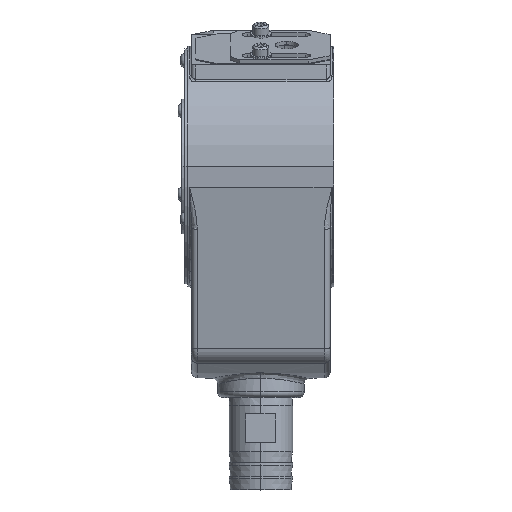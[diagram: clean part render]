
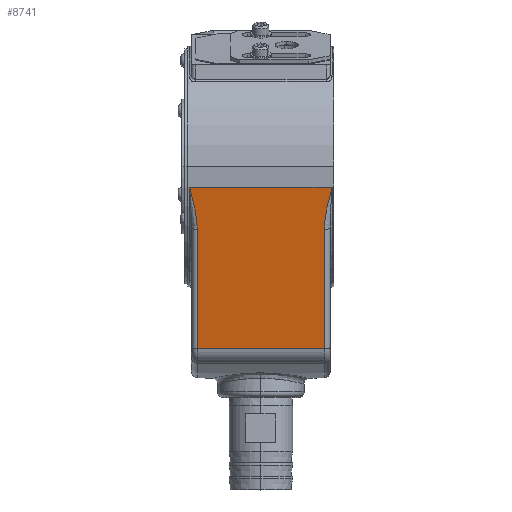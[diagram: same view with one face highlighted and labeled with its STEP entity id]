
A CAD part, top view. The second image highlights one B-rep face of the part: STEP entity #8741.
In plain terms, the highlighted planar face has unit normal (0, -0.174, 0.985).
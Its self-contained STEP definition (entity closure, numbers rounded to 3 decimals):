
#101 = DIRECTION ( 'NONE',  ( -1., 0., 0. ) ) ;
#110 = CARTESIAN_POINT ( 'NONE',  ( -36.055, -14.443, 60.917 ) ) ;
#172 = ORIENTED_EDGE ( 'NONE', *, *, #10250, .T. ) ;
#184 = VERTEX_POINT ( 'NONE', #5644 ) ;
#270 = DIRECTION ( 'NONE',  ( 0., 0.174, -0.985 ) ) ;
#567 = CARTESIAN_POINT ( 'NONE',  ( 33.278, -28.071, 58.514 ) ) ;
#859 = ORIENTED_EDGE ( 'NONE', *, *, #7598, .T. ) ;
#1118 = CARTESIAN_POINT ( 'NONE',  ( -34.727, -19.85, 59.964 ) ) ;
#1244 = LINE ( 'NONE', #5983, #3534 ) ;
#1254 = CARTESIAN_POINT ( 'NONE',  ( 33., -94.67, 46.771 ) ) ;
#1435 = CARTESIAN_POINT ( 'NONE',  ( 33., -32.697, 57.699 ) ) ;
#1557 = CARTESIAN_POINT ( 'NONE',  ( 33.971, -23.483, 59.324 ) ) ;
#2113 = CARTESIAN_POINT ( 'NONE',  ( -33.641, -25.314, 59.001 ) ) ;
#2364 = VERTEX_POINT ( 'NONE', #12569 ) ;
#2479 = CARTESIAN_POINT ( 'NONE',  ( -33., -94.67, 46.771 ) ) ;
#2539 = VERTEX_POINT ( 'NONE', #2910 ) ;
#2554 = CARTESIAN_POINT ( 'NONE',  ( 35.155, -18.044, 60.282 ) ) ;
#2910 = CARTESIAN_POINT ( 'NONE',  ( 33., -32.697, 57.699 ) ) ;
#3092 = CARTESIAN_POINT ( 'NONE',  ( -33.179, -28.992, 58.352 ) ) ;
#3239 = CARTESIAN_POINT ( 'NONE',  ( 33., -21.907, 59.601 ) ) ;
#3533 = CARTESIAN_POINT ( 'NONE',  ( 36.528, -12.646, 61.234 ) ) ;
#3534 = VECTOR ( 'NONE', #101, 1000. ) ;
#3862 = CARTESIAN_POINT ( 'NONE',  ( -33., -94.67, 46.771 ) ) ;
#4069 = CARTESIAN_POINT ( 'NONE',  ( -33., -31.767, 57.863 ) ) ;
#4143 = PLANE ( 'NONE',  #5526 ) ;
#4274 = EDGE_CURVE ( 'NONE', #184, #9562, #4599, .T. ) ;
#4525 = ORIENTED_EDGE ( 'NONE', *, *, #8600, .F. ) ;
#4599 = B_SPLINE_CURVE_WITH_KNOTS ( 'NONE', 3,
 ( #11855, #5021, #110, #6962, #1118, #7966, #2113, #8936, #3092, #9933, #4069, #10902 ),
 .UNSPECIFIED., .F., .F.,
 ( 4, 2, 2, 2, 2, 4 ),
 ( 0., 0.006, 0.011, 0.017, 0.02, 0.023 ),
 .UNSPECIFIED. ) ;
#4600 = DIRECTION ( 'NONE',  ( -1., 0., 0. ) ) ;
#4764 = LINE ( 'NONE', #3862, #7036 ) ;
#4902 = VECTOR ( 'NONE', #6197, 1000. ) ;
#5021 = CARTESIAN_POINT ( 'NONE',  ( -36.528, -12.648, 61.234 ) ) ;
#5209 = FACE_OUTER_BOUND ( 'NONE', #7243, .T. ) ;
#5265 = VERTEX_POINT ( 'NONE', #1254 ) ;
#5526 = AXIS2_PLACEMENT_3D ( 'NONE', #10039, #270, #7125 ) ;
#5644 = CARTESIAN_POINT ( 'NONE',  ( -37., -10.853, 61.55 ) ) ;
#5758 = VERTEX_POINT ( 'NONE', #2479 ) ;
#5983 = CARTESIAN_POINT ( 'NONE',  ( 36., -94.67, 46.771 ) ) ;
#6197 = DIRECTION ( 'NONE',  ( 0., 0.985, 0.174 ) ) ;
#6431 = CARTESIAN_POINT ( 'NONE',  ( 33.179, -28.992, 58.352 ) ) ;
#6780 = DIRECTION ( 'NONE',  ( 0., -0.985, -0.174 ) ) ;
#6962 = CARTESIAN_POINT ( 'NONE',  ( -35.155, -18.044, 60.282 ) ) ;
#7036 = VECTOR ( 'NONE', #6780, 1000. ) ;
#7125 = DIRECTION ( 'NONE',  ( 0., 0.985, 0.174 ) ) ;
#7243 = EDGE_LOOP ( 'NONE', ( #859, #7545, #12657, #4525, #7504, #172 ) ) ;
#7407 = CARTESIAN_POINT ( 'NONE',  ( 33.641, -25.314, 59.001 ) ) ;
#7498 = LINE ( 'NONE', #3239, #4902 ) ;
#7504 = ORIENTED_EDGE ( 'NONE', *, *, #8763, .T. ) ;
#7545 = ORIENTED_EDGE ( 'NONE', *, *, #4274, .T. ) ;
#7598 = EDGE_CURVE ( 'NONE', #2364, #184, #12424, .T. ) ;
#7966 = CARTESIAN_POINT ( 'NONE',  ( -33.971, -23.483, 59.324 ) ) ;
#8401 = CARTESIAN_POINT ( 'NONE',  ( 34.727, -19.85, 59.964 ) ) ;
#8435 = EDGE_CURVE ( 'NONE', #9562, #5758, #4764, .T. ) ;
#8600 = EDGE_CURVE ( 'NONE', #5265, #5758, #1244, .T. ) ;
#8741 = ADVANCED_FACE ( 'NONE', ( #5209 ), #4143, .F. ) ;
#8763 = EDGE_CURVE ( 'NONE', #5265, #2539, #7498, .T. ) ;
#8926 = CARTESIAN_POINT ( 'NONE',  ( -33., -32.697, 57.699 ) ) ;
#8936 = CARTESIAN_POINT ( 'NONE',  ( -33.278, -28.071, 58.514 ) ) ;
#9344 = CARTESIAN_POINT ( 'NONE',  ( 33., -31.767, 57.863 ) ) ;
#9380 = CARTESIAN_POINT ( 'NONE',  ( 36.055, -14.443, 60.917 ) ) ;
#9468 = CARTESIAN_POINT ( 'NONE',  ( 36., -10.853, 61.55 ) ) ;
#9562 = VERTEX_POINT ( 'NONE', #8926 ) ;
#9933 = CARTESIAN_POINT ( 'NONE',  ( -33.04, -30.84, 58.026 ) ) ;
#10039 = CARTESIAN_POINT ( 'NONE',  ( 36., -10.853, 61.55 ) ) ;
#10250 = EDGE_CURVE ( 'NONE', #2539, #2364, #12622, .T. ) ;
#10365 = CARTESIAN_POINT ( 'NONE',  ( 37., -10.853, 61.55 ) ) ;
#10902 = CARTESIAN_POINT ( 'NONE',  ( -33., -32.697, 57.699 ) ) ;
#11855 = CARTESIAN_POINT ( 'NONE',  ( -37., -10.853, 61.55 ) ) ;
#12112 = VECTOR ( 'NONE', #4600, 1000. ) ;
#12289 = CARTESIAN_POINT ( 'NONE',  ( 33.04, -30.84, 58.026 ) ) ;
#12424 = LINE ( 'NONE', #9468, #12112 ) ;
#12569 = CARTESIAN_POINT ( 'NONE',  ( 37., -10.853, 61.55 ) ) ;
#12622 = B_SPLINE_CURVE_WITH_KNOTS ( 'NONE', 3,
 ( #1435, #9344, #12289, #6431, #567, #7407, #1557, #8401, #2554, #9380, #3533, #10365 ),
 .UNSPECIFIED., .F., .F.,
 ( 4, 2, 2, 2, 2, 4 ),
 ( 0., 0.003, 0.006, 0.011, 0.017, 0.023 ),
 .UNSPECIFIED. ) ;
#12657 = ORIENTED_EDGE ( 'NONE', *, *, #8435, .T. ) ;
